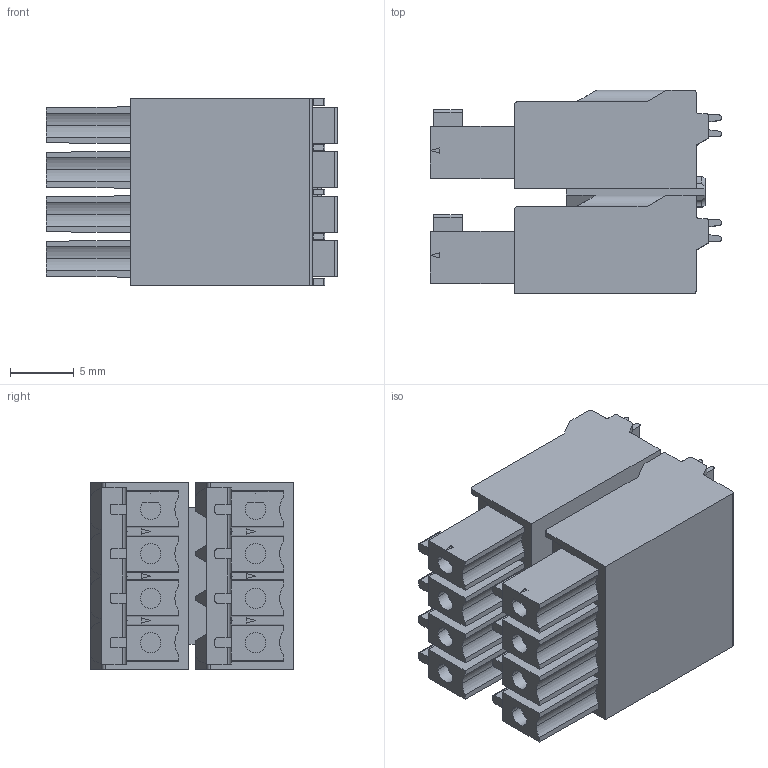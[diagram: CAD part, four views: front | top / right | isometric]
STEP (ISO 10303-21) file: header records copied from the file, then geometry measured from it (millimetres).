
FILE_DESCRIPTION(('SolidDesigner STEP Export'),'2;1');
FILE_NAME('fmcd_1.5-4-st_3.5.stp','2007-07-03T 8:38:02',(''),(''),'OneSpace Designer STEP processor for AP214 (Solid Model)','OneSpace Designer 14.50 18-Oct-2006 (C) CoCreate Software GmbH','');
FILE_SCHEMA(('AUTOMOTIVE_DESIGN { 1 0 10303 214 1 1 1 1 }'));
Length unit declared in the file: millimetre
Products named in the file (2): fmcd_1.5-4-st_3.5
Assembly tree (1 placements, depth 2):
  fmcd_1.5-4-st_3.5
    fmcd_1.5-4-st_3.5
Bounding box: 22.9 x 16 x 14.75 mm (x, y, z)
Volume: 3535.9 mm3; surface area: 3040 mm2
Topology: 1 solids, 1 shells, 778 faces, 2080 edges, 1330 vertices
Faces by surface type: plane 502, cylinder 216, cone 44, torus 16
Entity records: 29584 total; most frequent: CARTESIAN_POINT 4216, ORIENTED_EDGE 4160, DIRECTION 3805, EDGE_CURVE 2080, VECTOR 1499, LINE 1499, VERTEX_POINT 1330, AXIS2_PLACEMENT_3D 1153
